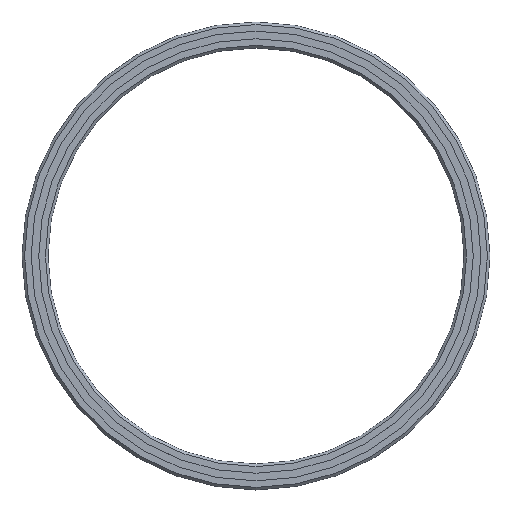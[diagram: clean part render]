
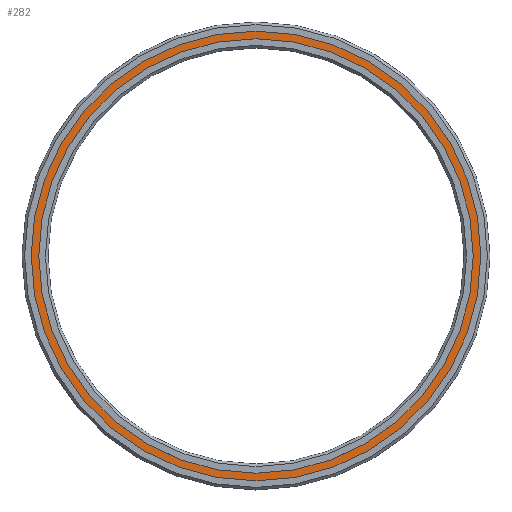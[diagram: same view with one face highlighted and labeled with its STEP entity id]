
A CAD part, top view. The second image highlights one B-rep face of the part: STEP entity #282.
In plain terms, the highlighted planar face has unit normal (0, 0, 1).
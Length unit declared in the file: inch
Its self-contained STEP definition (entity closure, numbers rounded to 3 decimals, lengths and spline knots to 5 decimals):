
#4 = CIRCLE ( 'NONE', #609, 2.089 ) ;
#66 = VERTEX_POINT ( 'NONE', #671 ) ;
#86 = CIRCLE ( 'NONE', #595, 2.162 ) ;
#95 = DIRECTION ( 'NONE',  ( 0., 0., 1. ) ) ;
#97 = DIRECTION ( 'NONE',  ( 1., 0., 0. ) ) ;
#99 = DIRECTION ( 'NONE',  ( 0., 0., 1. ) ) ;
#132 = ORIENTED_EDGE ( 'NONE', *, *, #329, .T. ) ;
#160 = AXIS2_PLACEMENT_3D ( 'NONE', #669, #331, #601 ) ;
#203 = CARTESIAN_POINT ( 'NONE',  ( 0., 0., 0.103 ) ) ;
#212 = FACE_BOUND ( 'NONE', #610, .T. ) ;
#222 = CARTESIAN_POINT ( 'NONE',  ( 0., 0., 0.103 ) ) ;
#243 = VERTEX_POINT ( 'NONE', #615 ) ;
#248 = AXIS2_PLACEMENT_3D ( 'NONE', #321, #257, #97 ) ;
#257 = DIRECTION ( 'NONE',  ( 0., 0., 1. ) ) ;
#264 = DIRECTION ( 'NONE',  ( 0., 0., 1. ) ) ;
#276 = PLANE ( 'NONE',  #160 ) ;
#278 = ORIENTED_EDGE ( 'NONE', *, *, #717, .T. ) ;
#282 = ADVANCED_FACE ( 'NONE', ( #212, #451 ), #276, .T. ) ;
#321 = CARTESIAN_POINT ( 'NONE',  ( 0., 0., 0.103 ) ) ;
#328 = DIRECTION ( 'NONE',  ( 1., 0., 0. ) ) ;
#329 = EDGE_CURVE ( 'NONE', #66, #404, #86, .T. ) ;
#331 = DIRECTION ( 'NONE',  ( 0., 0., 1. ) ) ;
#338 = EDGE_CURVE ( 'NONE', #563, #243, #4, .T. ) ;
#345 = EDGE_CURVE ( 'NONE', #243, #563, #519, .T. ) ;
#359 = ORIENTED_EDGE ( 'NONE', *, *, #345, .F. ) ;
#386 = CARTESIAN_POINT ( 'NONE',  ( 0., 0., 0.103 ) ) ;
#404 = VERTEX_POINT ( 'NONE', #689 ) ;
#407 = ORIENTED_EDGE ( 'NONE', *, *, #338, .F. ) ;
#424 = AXIS2_PLACEMENT_3D ( 'NONE', #386, #95, #556 ) ;
#446 = DIRECTION ( 'NONE',  ( 1., 0., 0. ) ) ;
#451 = FACE_OUTER_BOUND ( 'NONE', #566, .T. ) ;
#484 = CARTESIAN_POINT ( 'NONE',  ( 2.089, 0., 0.103 ) ) ;
#519 = CIRCLE ( 'NONE', #424, 2.089 ) ;
#556 = DIRECTION ( 'NONE',  ( 1., 0., 0. ) ) ;
#563 = VERTEX_POINT ( 'NONE', #484 ) ;
#566 = EDGE_LOOP ( 'NONE', ( #132, #278 ) ) ;
#595 = AXIS2_PLACEMENT_3D ( 'NONE', #222, #99, #446 ) ;
#601 = DIRECTION ( 'NONE',  ( 1., 0., 0. ) ) ;
#609 = AXIS2_PLACEMENT_3D ( 'NONE', #203, #264, #328 ) ;
#610 = EDGE_LOOP ( 'NONE', ( #407, #359 ) ) ;
#615 = CARTESIAN_POINT ( 'NONE',  ( -2.089, 0., 0.103 ) ) ;
#669 = CARTESIAN_POINT ( 'NONE',  ( 0., 0., 0.103 ) ) ;
#671 = CARTESIAN_POINT ( 'NONE',  ( 2.162, 0., 0.103 ) ) ;
#689 = CARTESIAN_POINT ( 'NONE',  ( -2.162, 0., 0.103 ) ) ;
#700 = CIRCLE ( 'NONE', #248, 2.162 ) ;
#717 = EDGE_CURVE ( 'NONE', #404, #66, #700, .T. ) ;
